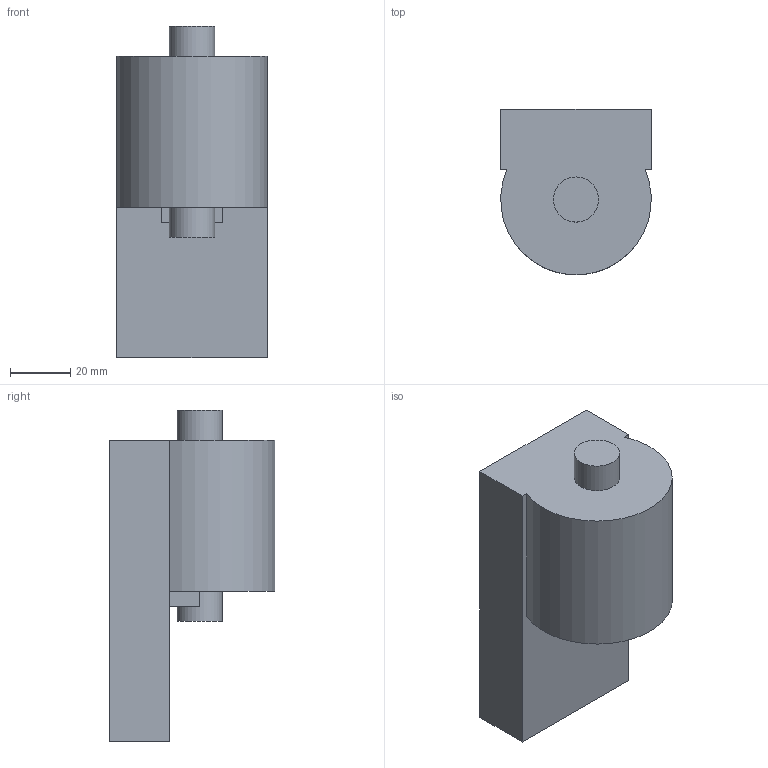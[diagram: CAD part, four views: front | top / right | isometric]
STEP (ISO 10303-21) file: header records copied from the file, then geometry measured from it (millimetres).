
FILE_DESCRIPTION(/* description */ (''),/* implementation_level */ '2;1');
FILE_NAME(/* name */ 'sbor.stp',/* time_stamp */ '2010-09-08T14:57:26+09:00',/* author */ (''),/* organization */ (''),/* preprocessor_version */ 'ST-DEVELOPER v11',/* originating_system */ 'SIEMENS PLM Software NX 7.0',/* authorisation */ '');
FILE_SCHEMA (('CONFIG_CONTROL_DESIGN'));
Length unit declared in the file: millimetre
Products named in the file (2): model1; model2
Assembly tree (1 placements, depth 2):
  model2
    model1
Bounding box: 50 x 54.91 x 110 mm (x, y, z)
Volume: 177496.2 mm3; surface area: 27586 mm2
Topology: 2 solids, 2 shells, 19 faces, 47 edges, 32 vertices
Faces by surface type: plane 16, cylinder 3
Full cylindrical faces by diameter (mm): 15 x2
Entity records: 717 total; most frequent: DIRECTION 90, CARTESIAN_POINT 89, ORIENTED_EDGE 80, EDGE_CURVE 40, LINE 32, VECTOR 32, AXIS2_PLACEMENT_3D 29, VERTEX_POINT 28
